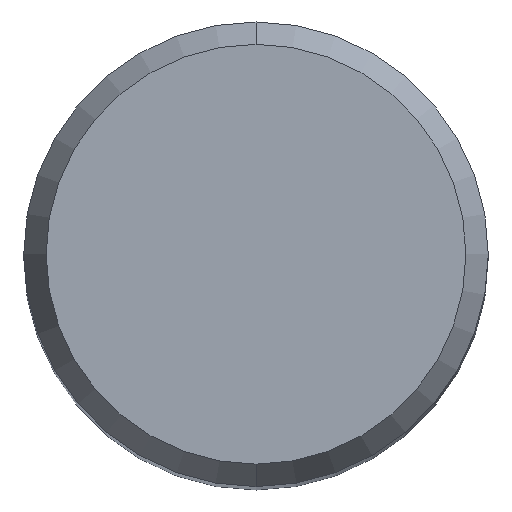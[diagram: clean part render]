
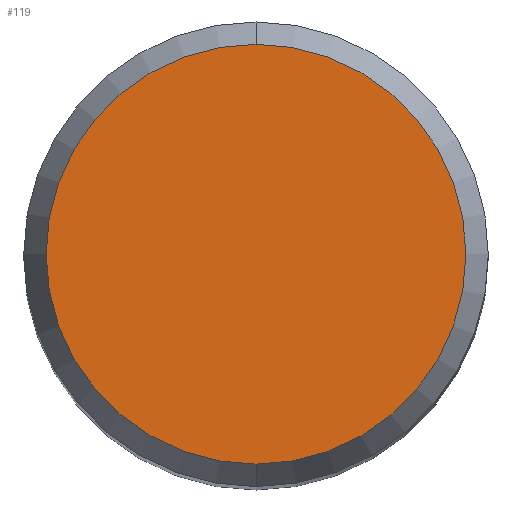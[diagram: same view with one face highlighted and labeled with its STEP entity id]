
A CAD part, top view. The second image highlights one B-rep face of the part: STEP entity #119.
In plain terms, the highlighted planar face has unit normal (0, 0, 1).
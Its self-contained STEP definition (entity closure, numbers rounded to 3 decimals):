
#93=EDGE_CURVE('',#117,#135,#221,.T.);
#117=VERTEX_POINT('',#248);
#119=ADVANCED_FACE('',(#250),#251,.T.);
#135=VERTEX_POINT('',#270);
#177=EDGE_CURVE('',#135,#117,#317,.T.);
#221=CIRCLE('',#356,4.304);
#248=CARTESIAN_POINT('',(0.,-4.304,0.01));
#250=FACE_OUTER_BOUND('',#388,.T.);
#251=PLANE('',#389);
#270=CARTESIAN_POINT('',(0.0,4.304,0.01));
#317=CIRCLE('',#473,4.304);
#356=AXIS2_PLACEMENT_3D('',#512,#513,#514);
#388=EDGE_LOOP('',(#545,#546));
#389=AXIS2_PLACEMENT_3D('',#547,#548,#549);
#473=AXIS2_PLACEMENT_3D('',#636,#637,#638);
#512=CARTESIAN_POINT('',(0.0,0.0,0.01));
#513=DIRECTION('',(0.0,0.0,-1.0));
#514=DIRECTION('',(0.0,1.0,0.0));
#545=ORIENTED_EDGE('',*,*,#177,.F.);
#546=ORIENTED_EDGE('',*,*,#93,.F.);
#547=CARTESIAN_POINT('',(0.0,2.152,0.01));
#548=DIRECTION('',(-0.0,0.0,1.0));
#549=DIRECTION('',(0.0,-1.0,0.0));
#636=CARTESIAN_POINT('',(0.0,0.0,0.01));
#637=DIRECTION('',(0.0,0.0,-1.0));
#638=DIRECTION('',(0.0,1.0,0.0));
